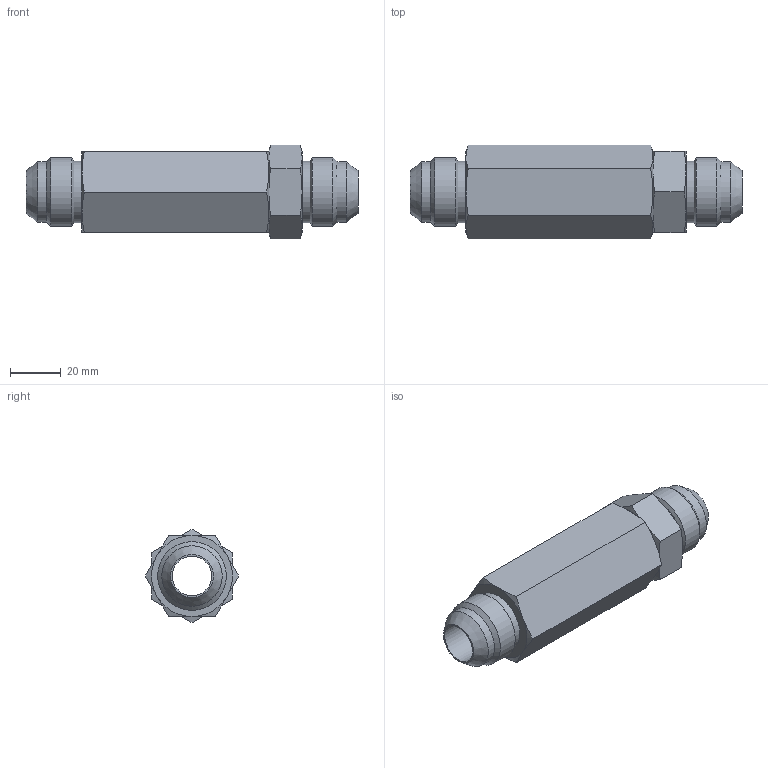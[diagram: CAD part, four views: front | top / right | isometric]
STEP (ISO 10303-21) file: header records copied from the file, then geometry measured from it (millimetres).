
FILE_DESCRIPTION(/* description */ (''),/* implementation_level */ '2;1');
FILE_NAME(/* name */ '10412-612.stp',/* time_stamp */ '2016-11-14T15:08:56-06:00',/* author */ ('jml'),/* organization */ (''),/* preprocessor_version */ 'ST-DEVELOPER v16.1',/* originating_system */ 'Autodesk Inventor 2016',/* authorisation */ '');
FILE_SCHEMA (('AUTOMOTIVE_DESIGN { 1 0 10303 214 3 1 1 }'));
Length unit declared in the file: inch
Products named in the file (3): 320077; 990175; 10412-612
Assembly tree (2 placements, depth 2):
  10412-612
    320077
    990175
Bounding box: 130.2 x 36.66 x 36.66 mm (x, y, z)
Volume: 70169.2 mm3; surface area: 25205.8 mm2
Topology: 3 solids, 3 shells, 68 faces, 139 edges, 80 vertices
Faces by surface type: cone 34, plane 21, cylinder 11, torus 2
Full cylindrical faces by diameter (mm): 15.469 x2, 23.698 x2, 24.054 x3, 24.689 x1, 26.975 x3
Entity records: 1664 total; most frequent: CARTESIAN_POINT 362, DIRECTION 268, ORIENTED_EDGE 230, AXIS2_PLACEMENT_3D 128, EDGE_CURVE 115, EDGE_LOOP 99, VERTEX_POINT 78, FACE_OUTER_BOUND 68
